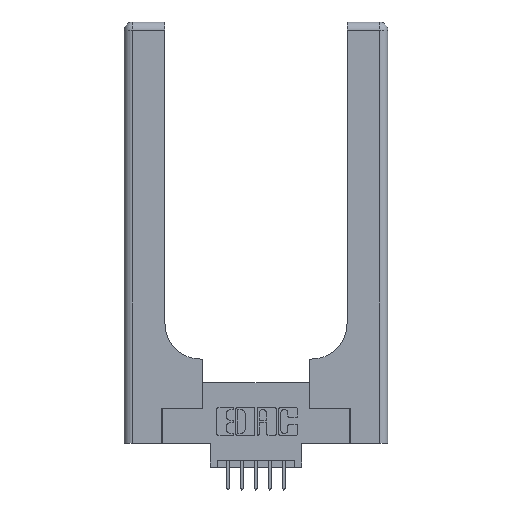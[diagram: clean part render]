
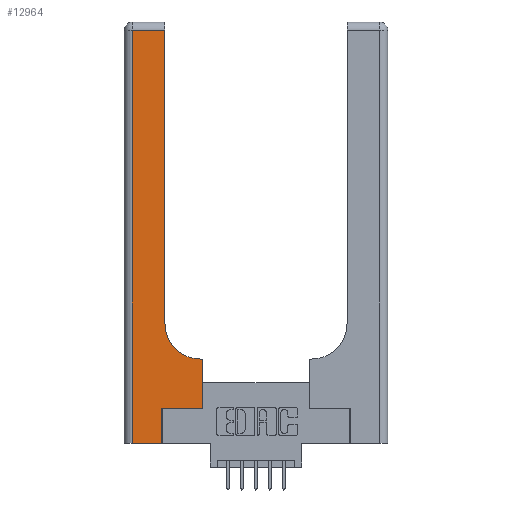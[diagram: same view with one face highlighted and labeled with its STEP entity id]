
A CAD part, top view. The second image highlights one B-rep face of the part: STEP entity #12964.
In plain terms, the highlighted planar face has unit normal (0, 0, 1).
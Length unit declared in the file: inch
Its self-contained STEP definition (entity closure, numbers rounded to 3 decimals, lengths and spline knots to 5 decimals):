
#230 = VECTOR ( 'NONE', #8542, 39.37008 ) ;
#249 = CARTESIAN_POINT ( 'NONE',  ( 0.5585, 0.6, 0.37 ) ) ;
#294 = ORIENTED_EDGE ( 'NONE', *, *, #2956, .T. ) ;
#398 = EDGE_LOOP ( 'NONE', ( #13687, #11661, #3010, #9866, #2652, #13892, #880, #294, #11112 ) ) ;
#850 = LINE ( 'NONE', #6879, #9338 ) ;
#880 = ORIENTED_EDGE ( 'NONE', *, *, #1269, .T. ) ;
#895 = CIRCLE ( 'NONE', #6827, 0.25 ) ;
#1269 = EDGE_CURVE ( 'NONE', #13624, #7360, #2058, .T. ) ;
#1550 = DIRECTION ( 'NONE',  ( 1., 0., 0. ) ) ;
#1610 = CARTESIAN_POINT ( 'NONE',  ( 0.5415, 0.6, 0.37 ) ) ;
#1946 = VERTEX_POINT ( 'NONE', #13294 ) ;
#2058 = LINE ( 'NONE', #3702, #10141 ) ;
#2175 = LINE ( 'NONE', #2235, #10250 ) ;
#2222 = DIRECTION ( 'NONE',  ( 0., 1., 0. ) ) ;
#2235 = CARTESIAN_POINT ( 'NONE',  ( 0.2915, 3., 0.37 ) ) ;
#2442 = CARTESIAN_POINT ( 'NONE',  ( 0.5415, 0.85, 0.37 ) ) ;
#2458 = LINE ( 'NONE', #3196, #7950 ) ;
#2595 = VERTEX_POINT ( 'NONE', #13122 ) ;
#2652 = ORIENTED_EDGE ( 'NONE', *, *, #13978, .T. ) ;
#2841 = LINE ( 'NONE', #8177, #8322 ) ;
#2905 = VECTOR ( 'NONE', #8967, 39.37008 ) ;
#2956 = EDGE_CURVE ( 'NONE', #7360, #9550, #6527, .T. ) ;
#3010 = ORIENTED_EDGE ( 'NONE', *, *, #13466, .T. ) ;
#3196 = CARTESIAN_POINT ( 'NONE',  ( 0.06, 3., 0.37 ) ) ;
#3513 = EDGE_CURVE ( 'NONE', #2595, #13252, #2175, .T. ) ;
#3560 = DIRECTION ( 'NONE',  ( 1., 0., 0. ) ) ;
#3680 = DIRECTION ( 'NONE',  ( 0., 1., 0. ) ) ;
#3702 = CARTESIAN_POINT ( 'NONE',  ( 0.5585, 0.25, 0.37 ) ) ;
#3965 = VERTEX_POINT ( 'NONE', #5388 ) ;
#4561 = EDGE_CURVE ( 'NONE', #13252, #1946, #8829, .T. ) ;
#4576 = VERTEX_POINT ( 'NONE', #8189 ) ;
#5373 = DIRECTION ( 'NONE',  ( 0., 0., -1. ) ) ;
#5388 = CARTESIAN_POINT ( 'NONE',  ( 0.269, 0., 0.37 ) ) ;
#5520 = EDGE_CURVE ( 'NONE', #4576, #3965, #850, .T. ) ;
#5784 = CARTESIAN_POINT ( 'NONE',  ( 0.2915, 2.94, 0.37 ) ) ;
#6109 = EDGE_CURVE ( 'NONE', #11847, #13624, #2841, .T. ) ;
#6513 = AXIS2_PLACEMENT_3D ( 'NONE', #9713, #5373, #12963 ) ;
#6527 = LINE ( 'NONE', #8939, #2905 ) ;
#6827 = AXIS2_PLACEMENT_3D ( 'NONE', #2442, #10107, #3560 ) ;
#6879 = CARTESIAN_POINT ( 'NONE',  ( 0., 0., 0.37 ) ) ;
#6897 = DIRECTION ( 'NONE',  ( 1., 0., 0. ) ) ;
#7160 = DIRECTION ( 'NONE',  ( 0., 1., 0. ) ) ;
#7360 = VERTEX_POINT ( 'NONE', #249 ) ;
#7466 = CARTESIAN_POINT ( 'NONE',  ( 0.269, 0.25, 0.37 ) ) ;
#7589 = VECTOR ( 'NONE', #7160, 39.37008 ) ;
#7950 = VECTOR ( 'NONE', #9754, 39.37008 ) ;
#8177 = CARTESIAN_POINT ( 'NONE',  ( 0.269, 0.25, 0.37 ) ) ;
#8189 = CARTESIAN_POINT ( 'NONE',  ( 0.06, 0., 0.37 ) ) ;
#8322 = VECTOR ( 'NONE', #1550, 39.37008 ) ;
#8542 = DIRECTION ( 'NONE',  ( -1., 0., 0. ) ) ;
#8678 = CARTESIAN_POINT ( 'NONE',  ( 0., 2.94, 0.37 ) ) ;
#8829 = LINE ( 'NONE', #8678, #230 ) ;
#8939 = CARTESIAN_POINT ( 'NONE',  ( 0.2915, 0.6, 0.37 ) ) ;
#8967 = DIRECTION ( 'NONE',  ( -1., 0., 0. ) ) ;
#9321 = CARTESIAN_POINT ( 'NONE',  ( 0.269, 0., 0.37 ) ) ;
#9338 = VECTOR ( 'NONE', #6897, 39.37008 ) ;
#9550 = VERTEX_POINT ( 'NONE', #1610 ) ;
#9713 = CARTESIAN_POINT ( 'NONE',  ( 0., 3., 0.37 ) ) ;
#9754 = DIRECTION ( 'NONE',  ( 0., -1., 0. ) ) ;
#9866 = ORIENTED_EDGE ( 'NONE', *, *, #5520, .T. ) ;
#10107 = DIRECTION ( 'NONE',  ( 0., 0., -1. ) ) ;
#10141 = VECTOR ( 'NONE', #3680, 39.37008 ) ;
#10250 = VECTOR ( 'NONE', #2222, 39.37008 ) ;
#10531 = EDGE_CURVE ( 'NONE', #9550, #2595, #895, .T. ) ;
#10842 = LINE ( 'NONE', #9321, #7589 ) ;
#11084 = CARTESIAN_POINT ( 'NONE',  ( 0.5585, 0.25, 0.37 ) ) ;
#11112 = ORIENTED_EDGE ( 'NONE', *, *, #10531, .T. ) ;
#11200 = FACE_OUTER_BOUND ( 'NONE', #398, .T. ) ;
#11661 = ORIENTED_EDGE ( 'NONE', *, *, #4561, .T. ) ;
#11847 = VERTEX_POINT ( 'NONE', #7466 ) ;
#11897 = PLANE ( 'NONE',  #6513 ) ;
#12963 = DIRECTION ( 'NONE',  ( -1., 0., 0. ) ) ;
#12964 = ADVANCED_FACE ( 'NONE', ( #11200 ), #11897, .F. ) ;
#13122 = CARTESIAN_POINT ( 'NONE',  ( 0.2915, 0.85, 0.37 ) ) ;
#13252 = VERTEX_POINT ( 'NONE', #5784 ) ;
#13294 = CARTESIAN_POINT ( 'NONE',  ( 0.06, 2.94, 0.37 ) ) ;
#13466 = EDGE_CURVE ( 'NONE', #1946, #4576, #2458, .T. ) ;
#13624 = VERTEX_POINT ( 'NONE', #11084 ) ;
#13687 = ORIENTED_EDGE ( 'NONE', *, *, #3513, .T. ) ;
#13892 = ORIENTED_EDGE ( 'NONE', *, *, #6109, .T. ) ;
#13978 = EDGE_CURVE ( 'NONE', #3965, #11847, #10842, .T. ) ;
